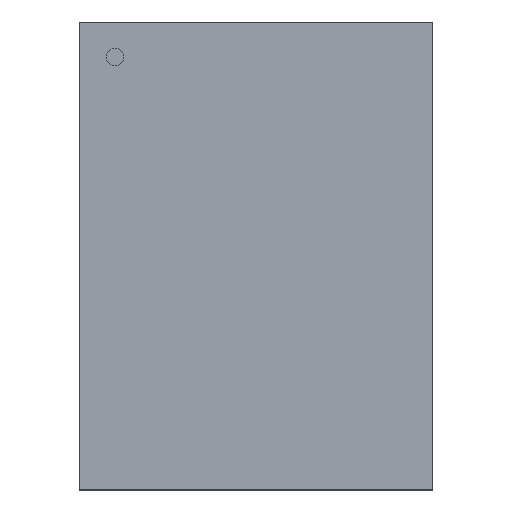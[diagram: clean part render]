
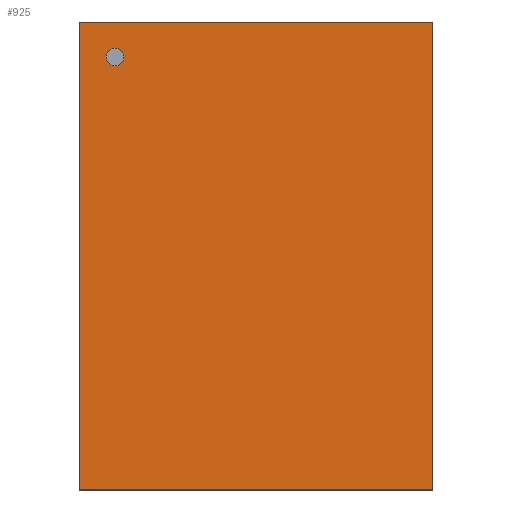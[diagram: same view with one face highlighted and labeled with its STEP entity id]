
A CAD part, top view. The second image highlights one B-rep face of the part: STEP entity #925.
In plain terms, the highlighted planar face has unit normal (0, 0, 1).
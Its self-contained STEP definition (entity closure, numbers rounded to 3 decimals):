
#701=CARTESIAN_POINT('',(3.048,-4.051,1.194));
#700=VERTEX_POINT('',#701);
#711=CARTESIAN_POINT('',(-3.048,-4.051,1.194));
#710=VERTEX_POINT('',#711);
#709=EDGE_CURVE('',#710,#700,#714,.T.);
#714=LINE('',#711,#716);
#716=VECTOR('',#717,6.096);
#717=DIRECTION('',(1.0,0.0,0.0));
#750=CARTESIAN_POINT('',(3.048,4.051,1.194));
#749=VERTEX_POINT('',#750);
#758=EDGE_CURVE('',#700,#749,#763,.T.);
#763=LINE('',#701,#765);
#765=VECTOR('',#766,8.103);
#766=DIRECTION('',(0.0,1.0,0.0));
#799=CARTESIAN_POINT('',(-3.048,4.051,1.194));
#798=VERTEX_POINT('',#799);
#807=EDGE_CURVE('',#749,#798,#812,.T.);
#812=LINE('',#750,#814);
#814=VECTOR('',#815,6.096);
#815=DIRECTION('',(-1.0,0.0,0.0));
#856=EDGE_CURVE('',#798,#710,#861,.T.);
#861=LINE('',#799,#863);
#863=VECTOR('',#864,8.103);
#864=DIRECTION('',(0.0,-1.0,0.0));
#925=ADVANCED_FACE('',(#931),#926,.T.);
#926=PLANE('',#927);
#927=AXIS2_PLACEMENT_3D('',#928,#929,#930);
#928=CARTESIAN_POINT('',(-3.048,-4.051,1.194));
#929=DIRECTION('',(0.0,0.0,1.0));
#930=DIRECTION('',(0.,1.,0.));
#931=FACE_OUTER_BOUND('',#932,.T.);
#932=EDGE_LOOP('',(#933,#943,#953,#963));
#933=ORIENTED_EDGE('',*,*,#709,.T.);
#943=ORIENTED_EDGE('',*,*,#758,.T.);
#953=ORIENTED_EDGE('',*,*,#807,.T.);
#963=ORIENTED_EDGE('',*,*,#856,.T.);
